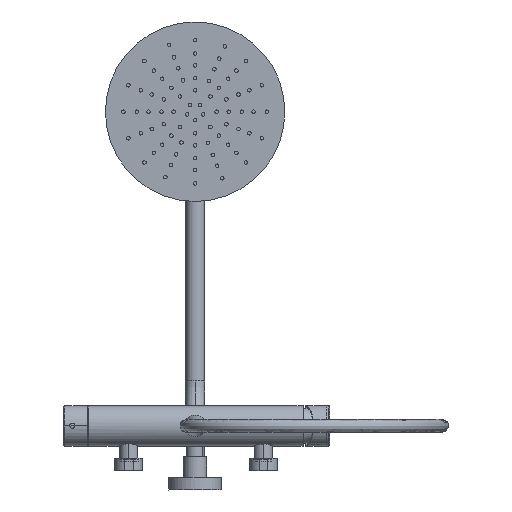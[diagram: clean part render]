
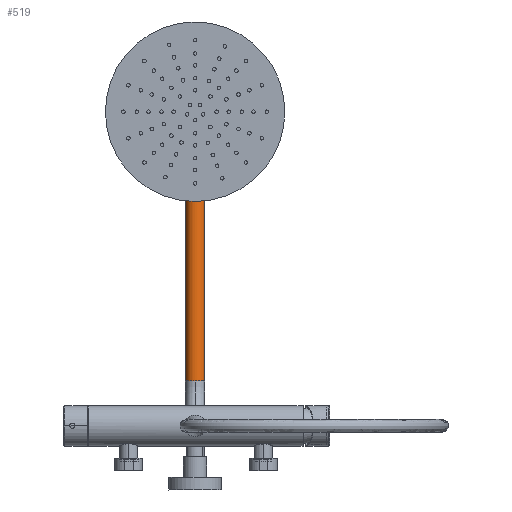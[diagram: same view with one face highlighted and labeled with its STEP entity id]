
A CAD part, front view. The second image highlights one B-rep face of the part: STEP entity #519.
In plain terms, the highlighted cylindrical face has radius 10.75 mm (diameter 21.5 mm), a partial arc.
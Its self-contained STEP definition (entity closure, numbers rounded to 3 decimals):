
#519 = ADVANCED_FACE ( 'NONE', ( #1640 ), #28528, .T. ) ;
#794 = CARTESIAN_POINT ( 'NONE',  ( -50., 1084., 0. ) ) ;
#1033 = ORIENTED_EDGE ( 'NONE', *, *, #7340, .F. ) ;
#1069 = DIRECTION ( 'NONE',  ( 0., 0., 1. ) ) ;
#1487 = CARTESIAN_POINT ( 'NONE',  ( -50., 1084., 0. ) ) ;
#1572 = EDGE_CURVE ( 'NONE', #26786, #8547, #24915, .T. ) ;
#1640 = FACE_OUTER_BOUND ( 'NONE', #27718, .T. ) ;
#2285 = EDGE_CURVE ( 'NONE', #10110, #31382, #31853, .T. ) ;
#3478 = CIRCLE ( 'NONE', #5762, 10.75 ) ;
#4667 = ORIENTED_EDGE ( 'NONE', *, *, #34820, .F. ) ;
#4708 = DIRECTION ( 'NONE',  ( -1., 0., 0. ) ) ;
#5191 = ORIENTED_EDGE ( 'NONE', *, *, #12582, .T. ) ;
#5537 = VECTOR ( 'NONE', #14030, 1000. ) ;
#5658 = DIRECTION ( 'NONE',  ( 0., 0., 1. ) ) ;
#5762 = AXIS2_PLACEMENT_3D ( 'NONE', #21179, #26864, #10496 ) ;
#6256 = VECTOR ( 'NONE', #4708, 1000. ) ;
#6276 = CARTESIAN_POINT ( 'NONE',  ( -50., 1084., 10.75 ) ) ;
#7340 = EDGE_CURVE ( 'NONE', #8547, #33397, #3478, .T. ) ;
#7994 = DIRECTION ( 'NONE',  ( 0., 0., 1. ) ) ;
#8381 = ORIENTED_EDGE ( 'NONE', *, *, #21950, .T. ) ;
#8547 = VERTEX_POINT ( 'NONE', #11350 ) ;
#8660 = CARTESIAN_POINT ( 'NONE',  ( -50., 1073.25, 0. ) ) ;
#9176 = AXIS2_PLACEMENT_3D ( 'NONE', #9367, #23110, #1069 ) ;
#9367 = CARTESIAN_POINT ( 'NONE',  ( -300., 1084., 0. ) ) ;
#9569 = CIRCLE ( 'NONE', #9176, 10.75 ) ;
#9690 = AXIS2_PLACEMENT_3D ( 'NONE', #1487, #12734, #7994 ) ;
#10110 = VERTEX_POINT ( 'NONE', #8660 ) ;
#10496 = DIRECTION ( 'NONE',  ( 0., 0., 1. ) ) ;
#11350 = CARTESIAN_POINT ( 'NONE',  ( -300., 1084., -10.75 ) ) ;
#11542 = DIRECTION ( 'NONE',  ( -1., 0., 0. ) ) ;
#12582 = EDGE_CURVE ( 'NONE', #26786, #10110, #33541, .T. ) ;
#12734 = DIRECTION ( 'NONE',  ( -1., 0., 0. ) ) ;
#14030 = DIRECTION ( 'NONE',  ( -1., 0., 0. ) ) ;
#14619 = LINE ( 'NONE', #30297, #5537 ) ;
#19456 = DIRECTION ( 'NONE',  ( -1., 0., 0. ) ) ;
#21179 = CARTESIAN_POINT ( 'NONE',  ( -300., 1084., 0. ) ) ;
#21950 = EDGE_CURVE ( 'NONE', #31382, #34350, #14619, .T. ) ;
#22950 = DIRECTION ( 'NONE',  ( 0., 0., 1. ) ) ;
#23110 = DIRECTION ( 'NONE',  ( -1., 0., 0. ) ) ;
#24915 = LINE ( 'NONE', #26517, #6256 ) ;
#25442 = CARTESIAN_POINT ( 'NONE',  ( -300., 1084., 10.75 ) ) ;
#26163 = ORIENTED_EDGE ( 'NONE', *, *, #2285, .T. ) ;
#26517 = CARTESIAN_POINT ( 'NONE',  ( -50., 1084., -10.75 ) ) ;
#26786 = VERTEX_POINT ( 'NONE', #31685 ) ;
#26864 = DIRECTION ( 'NONE',  ( -1., 0., 0. ) ) ;
#27410 = AXIS2_PLACEMENT_3D ( 'NONE', #794, #11542, #22950 ) ;
#27718 = EDGE_LOOP ( 'NONE', ( #35252, #5191, #26163, #8381, #4667, #1033 ) ) ;
#28426 = AXIS2_PLACEMENT_3D ( 'NONE', #33207, #19456, #5658 ) ;
#28528 = CYLINDRICAL_SURFACE ( 'NONE', #9690, 10.75 ) ;
#30297 = CARTESIAN_POINT ( 'NONE',  ( -50., 1084., 10.75 ) ) ;
#31382 = VERTEX_POINT ( 'NONE', #6276 ) ;
#31685 = CARTESIAN_POINT ( 'NONE',  ( -50., 1084., -10.75 ) ) ;
#31853 = CIRCLE ( 'NONE', #27410, 10.75 ) ;
#33207 = CARTESIAN_POINT ( 'NONE',  ( -50., 1084., 0. ) ) ;
#33397 = VERTEX_POINT ( 'NONE', #34668 ) ;
#33541 = CIRCLE ( 'NONE', #28426, 10.75 ) ;
#34350 = VERTEX_POINT ( 'NONE', #25442 ) ;
#34668 = CARTESIAN_POINT ( 'NONE',  ( -300., 1073.25, 0. ) ) ;
#34820 = EDGE_CURVE ( 'NONE', #33397, #34350, #9569, .T. ) ;
#35252 = ORIENTED_EDGE ( 'NONE', *, *, #1572, .F. ) ;
